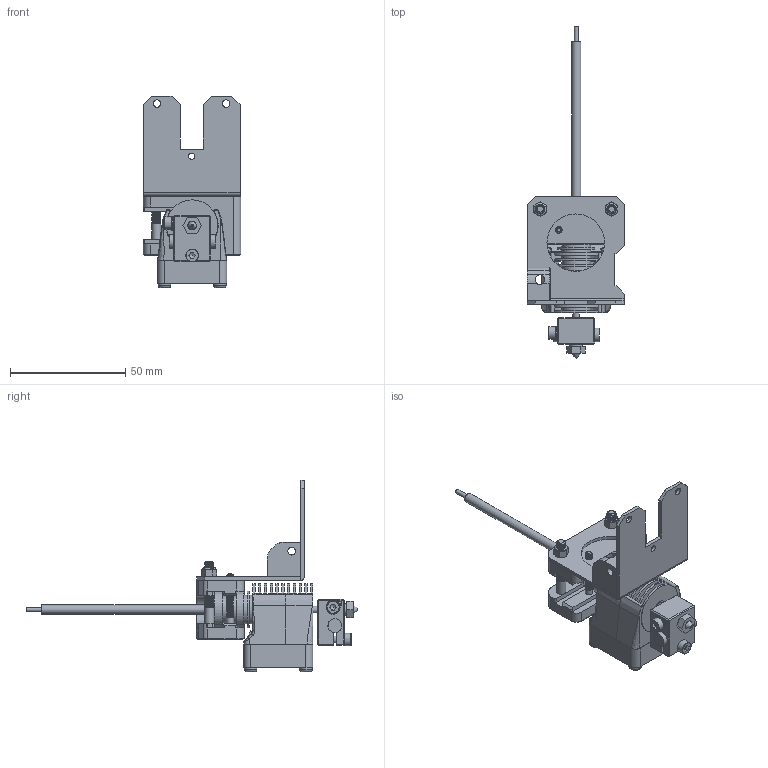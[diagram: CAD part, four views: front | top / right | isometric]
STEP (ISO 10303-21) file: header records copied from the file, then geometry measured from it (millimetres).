
FILE_DESCRIPTION(/* description */ (''),/* implementation_level */ '2;1');
FILE_NAME(/* name */ 'E3D_v6_Press_Mount.stp',/* time_stamp */ '2015-02-21T11:26:33-05:00',/* author */ (''),/* organization */ (''),/* preprocessor_version */ 'ST-DEVELOPER v16',/* originating_system */ 'Autodesk Translator Framework v4.0.0.4510',/* authorisation */ '');
FILE_SCHEMA (('AUTOMOTIVE_DESIGN { 1 0 10303 214 3 1 1 }'));
Products named in the file (26): Ceramic Cartridge Heater; Thermistor; Thermistor (1); Thermistor (2); E3D v6 HotEnd - Heatbreak; E3D-v6 Fan Duct; Fan-30x30x10-Promoco(Fan-KDE0503PFB3-Promoco); Press Extruder Stepper Mount v1; M4 Bolt; M4 Bolt (1); PTFE Tube; E3D v6 Mount for Press; HEXAGON SOCKET HEAD CAP SCREWS(SCB3-4); Flat Washers(PWF3); E3D v6 HotEnd - Nozzle(ÃÞÌ«ÙÄ); HEXAGON SOCKET HEAD CAP SCREWS(SCB3-10); Fan-House-30x30x10-Promoco(Fan-House-KDE0503PFB3-Promoco); FAN; Self Tapping Screws - Pan Head(CSPTRSA-SUS-TP3-16); E3D v6 HotEnd - Heat Block; E3D v6 HotEnd - Heatsink; E3D All Metal Hotend V6 assy v1; M3 Screw (E3D Retainer)  v1; M4 Thread, 30mm Length, 0.70mm Pitch v1 (2); M4 Thread, 30mm Length, 0.70mm Pitch v1 (2) (1); E3D v6 for Press (Bowden) v71
Assembly tree (28 placements, depth 4):
  E3D v6 for Press (Bowden) v71
    E3D All Metal Hotend V6 assy v1
      E3D v6 HotEnd - Heatsink
      E3D v6 HotEnd - Heatbreak
      E3D v6 HotEnd - Nozzle(ÃÞÌ«ÙÄ)
      E3D v6 HotEnd - Heat Block
      Ceramic Cartridge Heater
      Thermistor
      Thermistor (1)
      Thermistor (2)
      HEXAGON SOCKET HEAD CAP SCREWS(SCB3-4)
      HEXAGON SOCKET HEAD CAP SCREWS(SCB3-10)
      Flat Washers(PWF3)
      E3D-v6 Fan Duct
      FAN
        Fan-House-30x30x10-Promoco(Fan-House-KDE0503PFB3-Promoco)
        Fan-30x30x10-Promoco(Fan-KDE0503PFB3-Promoco)
      Self Tapping Screws - Pan Head(CSPTRSA-SUS-TP3-16)  x4
    Press Extruder Stepper Mount v1
    M4 Bolt
    M4 Bolt (1)
    M3 Screw (E3D Retainer)  v1
    PTFE Tube
    E3D v6 Mount for Press
    M4 Thread, 30mm Length, 0.70mm Pitch v1 (2)
    M4 Thread, 30mm Length, 0.70mm Pitch v1 (2) (1)
Bounding box: 42.33 x 144.09 x 83.13 mm (x, y, z)
Volume: 43512.3 mm3; surface area: 41379.5 mm2
Topology: 30 solids, 30 shells, 877 faces, 2109 edges, 1333 vertices
Faces by surface type: plane 399, cylinder 274, cone 137, bspline 41, torus 18, sphere 8
Full cylindrical faces by diameter (mm): 0.4 x1, 1 x1, 1.5 x2, 1.75 x1, 2 x3, 2.2 x1, 2.5 x2, 2.538 x2, 2.594 x12, 2.7 x1, 2.8 x1, 2.95 x2, 3 x16, 3.099 x1, 3.2 x6, 3.297 x1, 3.3 x1, 3.352 x2, 3.75 x3, 3.978 x1, 4 x58, 4.15 x1, 4.2 x2, 4.25 x3, 4.648 x1, 5 x2, 5.5 x6, 5.65 x1, 5.8 x1, 6 x5
Entity records: 40472 total; most frequent: CARTESIAN_POINT 24169, DIRECTION 3266, ORIENTED_EDGE 2902, EDGE_CURVE 1449, AXIS2_PLACEMENT_3D 1321, EDGE_LOOP 1051, VERTEX_POINT 998, FACE_OUTER_BOUND 740
